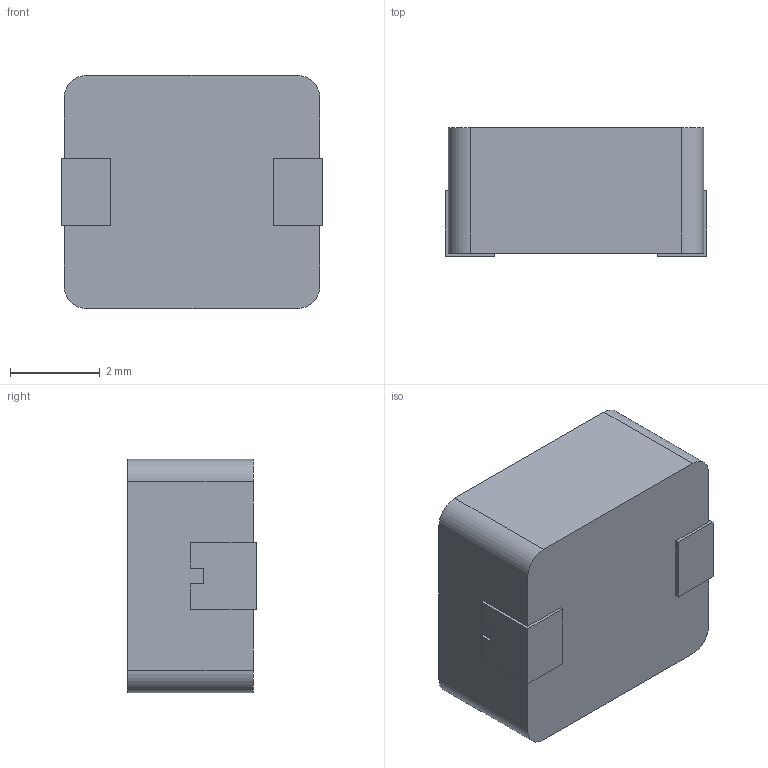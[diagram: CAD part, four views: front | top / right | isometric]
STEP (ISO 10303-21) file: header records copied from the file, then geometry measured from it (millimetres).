
FILE_DESCRIPTION (( 'STEP AP214' ), '1' );
FILE_NAME ('AMPLA5030S.STEP', '2019-07-15T12:38:38', ( '' ), ( '' ), 'SwSTEP 2.0', 'SolidWorks 2018', '' );
FILE_SCHEMA (( 'AUTOMOTIVE_DESIGN' ));
Length unit declared in the file: millimetre
Products named in the file (1): AMPLA5030S
Bounding box: 5.84 x 2.87 x 5.2 mm (x, y, z)
Volume: 82.9 mm3; surface area: 147.3 mm2
Topology: 3 solids, 3 shells, 182 faces, 483 edges, 322 vertices
Faces by surface type: plane 117, bspline 61, cylinder 4
Entity records: 10810 total; most frequent: CARTESIAN_POINT 4977, ORIENTED_EDGE 966, DIRECTION 613, EDGE_CURVE 483, LINE 353, VECTOR 353, VERTEX_POINT 322, EDGE_LOOP 197
